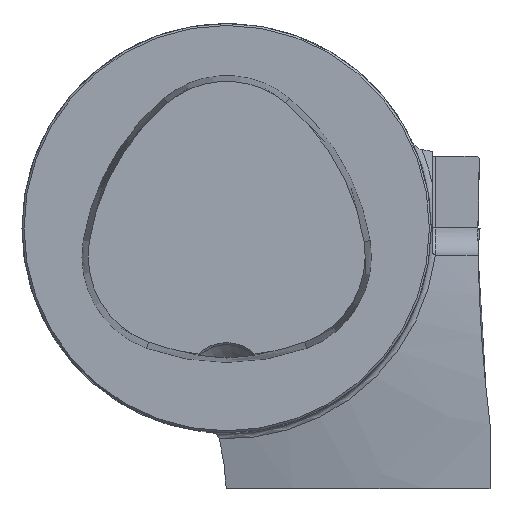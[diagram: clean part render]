
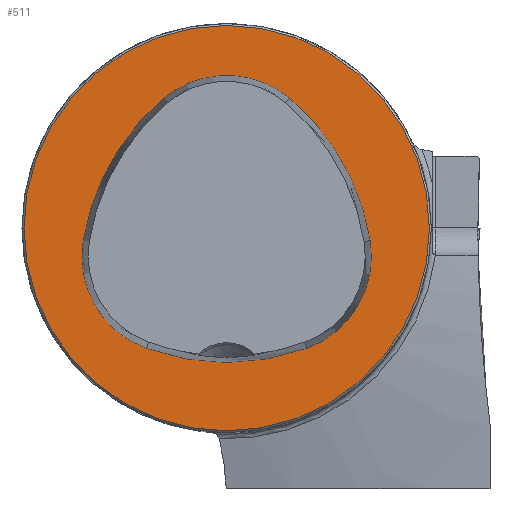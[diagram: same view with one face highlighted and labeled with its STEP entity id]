
A CAD part, top view. The second image highlights one B-rep face of the part: STEP entity #511.
In plain terms, the highlighted planar face has unit normal (0, 0, 1).
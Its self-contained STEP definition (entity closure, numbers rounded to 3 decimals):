
#106=FACE_BOUND('',#718,.T.);
#107=FACE_BOUND('',#719,.T.);
#168=PLANE('',#1958);
#511=ADVANCED_FACE('CU_E_LO_SU_1',(#106,#107),#168,.T.);
#718=EDGE_LOOP('',(#986,#987,#988,#989,#990,#991));
#719=EDGE_LOOP('',(#992));
#818=CIRCLE('',#1949,36.075);
#820=CIRCLE('',#1952,36.075);
#821=CIRCLE('',#1953,15.075);
#822=CIRCLE('',#1954,36.075);
#823=CIRCLE('',#1955,15.075);
#824=CIRCLE('',#1956,15.075);
#825=CIRCLE('',#1957,31.2);
#986=ORIENTED_EDGE('',*,*,#1648,.F.);
#987=ORIENTED_EDGE('',*,*,#1649,.F.);
#988=ORIENTED_EDGE('',*,*,#1650,.F.);
#989=ORIENTED_EDGE('',*,*,#1651,.F.);
#990=ORIENTED_EDGE('',*,*,#1645,.F.);
#991=ORIENTED_EDGE('',*,*,#1652,.F.);
#992=ORIENTED_EDGE('',*,*,#1653,.T.);
#1459=VERTEX_POINT('',#3185);
#1460=VERTEX_POINT('',#3187);
#1462=VERTEX_POINT('',#3193);
#1463=VERTEX_POINT('',#3194);
#1464=VERTEX_POINT('',#3196);
#1465=VERTEX_POINT('',#3198);
#1466=VERTEX_POINT('',#3202);
#1645=EDGE_CURVE('',#1459,#1460,#818,.T.);
#1648=EDGE_CURVE('',#1462,#1463,#820,.T.);
#1649=EDGE_CURVE('',#1464,#1462,#821,.T.);
#1650=EDGE_CURVE('',#1465,#1464,#822,.T.);
#1651=EDGE_CURVE('',#1460,#1465,#823,.T.);
#1652=EDGE_CURVE('',#1463,#1459,#824,.T.);
#1653=EDGE_CURVE('',#1466,#1466,#825,.T.);
#1949=AXIS2_PLACEMENT_3D('',#3186,#2217,#2218);
#1952=AXIS2_PLACEMENT_3D('',#3192,#2224,#2225);
#1953=AXIS2_PLACEMENT_3D('',#3195,#2226,#2227);
#1954=AXIS2_PLACEMENT_3D('',#3197,#2228,#2229);
#1955=AXIS2_PLACEMENT_3D('',#3199,#2230,#2231);
#1956=AXIS2_PLACEMENT_3D('',#3200,#2232,#2233);
#1957=AXIS2_PLACEMENT_3D('',#3201,#2234,#2235);
#1958=AXIS2_PLACEMENT_3D('',#3203,#2236,#2237);
#2217=DIRECTION('',(0.,0.,1.));
#2218=DIRECTION('',(1.,0.,0.));
#2224=DIRECTION('',(0.,0.,1.));
#2225=DIRECTION('',(1.,0.,0.));
#2226=DIRECTION('',(0.,0.,1.));
#2227=DIRECTION('',(1.,0.,0.));
#2228=DIRECTION('',(0.,0.,1.));
#2229=DIRECTION('',(1.,0.,0.));
#2230=DIRECTION('',(0.,0.,1.));
#2231=DIRECTION('',(1.,0.,0.));
#2232=DIRECTION('',(0.,0.,1.));
#2233=DIRECTION('',(1.,0.,0.));
#2234=DIRECTION('',(0.,0.,1.));
#2235=DIRECTION('',(1.,0.,0.));
#2236=DIRECTION('',(0.,0.,1.));
#2237=DIRECTION('',(1.,0.,0.));
#3185=CARTESIAN_POINT('',(-12.368,-18.489,0.));
#3186=CARTESIAN_POINT('',(0.,15.4,0.));
#3187=CARTESIAN_POINT('',(12.368,-18.489,0.));
#3192=CARTESIAN_POINT('',(13.535,-7.656,0.));
#3193=CARTESIAN_POINT('',(-9.716,19.927,0.));
#3194=CARTESIAN_POINT('',(-22.084,-1.937,0.));
#3195=CARTESIAN_POINT('',(0.,8.4,0.));
#3196=CARTESIAN_POINT('',(9.716,19.927,0.));
#3197=CARTESIAN_POINT('',(-13.535,-7.656,0.));
#3198=CARTESIAN_POINT('',(22.084,-1.937,0.));
#3199=CARTESIAN_POINT('',(7.2,-4.327,0.));
#3200=CARTESIAN_POINT('',(-7.2,-4.327,0.));
#3201=CARTESIAN_POINT('',(0.,0.,0.));
#3202=CARTESIAN_POINT('',(31.2,0.,0.));
#3203=CARTESIAN_POINT('',(0.,0.,0.));
